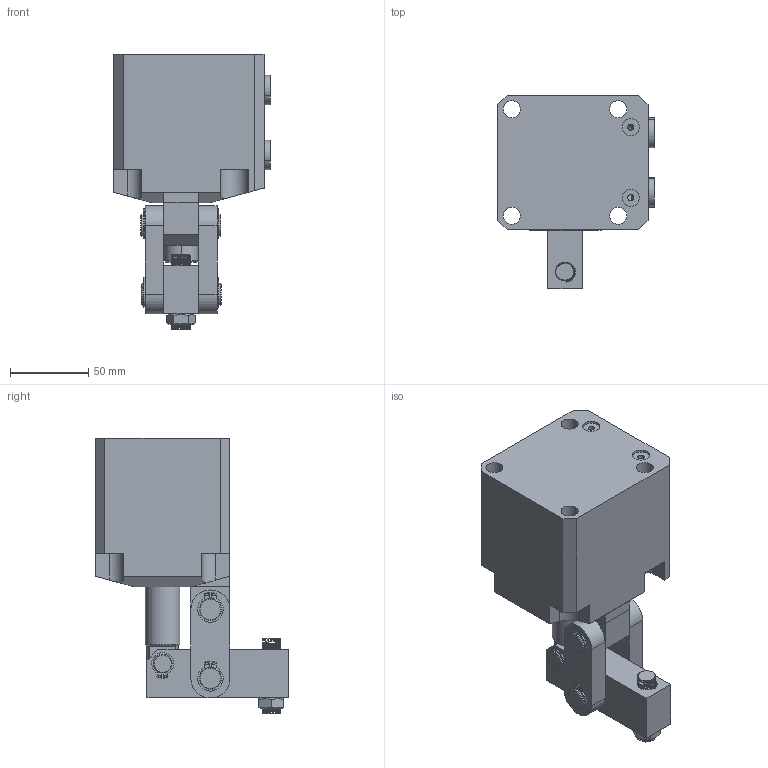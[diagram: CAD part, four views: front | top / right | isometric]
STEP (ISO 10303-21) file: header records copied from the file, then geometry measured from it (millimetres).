
FILE_DESCRIPTION (( 'STEP AP214' ), '1' );
FILE_NAME ('CBLU-55GR.STEP', '2019-05-07T09:23:18', ( '' ), ( '' ), 'SwSTEP 2.0', 'SolidWorks 2016', '' );
FILE_SCHEMA (( 'AUTOMOTIVE_DESIGN' ));
Length unit declared in the file: millimetre
Products named in the file (13): 囀鞠褒黑芛郔陔1-4_1; yabi; luomu; luogan; liangan; kahuang01; kahuang; huosaigan_5; duanxiao; changxiao; CBLU-55CR掛极_2_1; CBLU-55GR; 囀鞠褒黑芛郔陔1-4_1_2
Assembly tree (18 placements, depth 2):
  CBLU-55GR
    CBLU-55CR掛极_2_1
    changxiao  x2
    duanxiao
    huosaigan_5
    kahuang  x4
    kahuang01  x2
    liangan  x2
    luogan
    luomu
    yabi
    囀鞠褒黑芛郔陔1-4_1
    囀鞠褒黑芛郔陔1-4_1_2
Bounding box: 100 x 123.5 x 176.16 mm (x, y, z)
Volume: 694308 mm3; surface area: 132222 mm2
Topology: 18 solids, 106 shells, 612 faces, 1633 edges, 1154 vertices
Faces by surface type: cylinder 344, plane 156, bspline 70, cone 42
Full cylindrical faces by diameter (mm): 11.5 x2
Entity records: 55174 total; most frequent: CARTESIAN_POINT 43734, ORIENTED_EDGE 2315, DIRECTION 1863, EDGE_CURVE 1328, VERTEX_POINT 954, AXIS2_PLACEMENT_3D 698, EDGE_LOOP 549, ADVANCED_FACE 492
